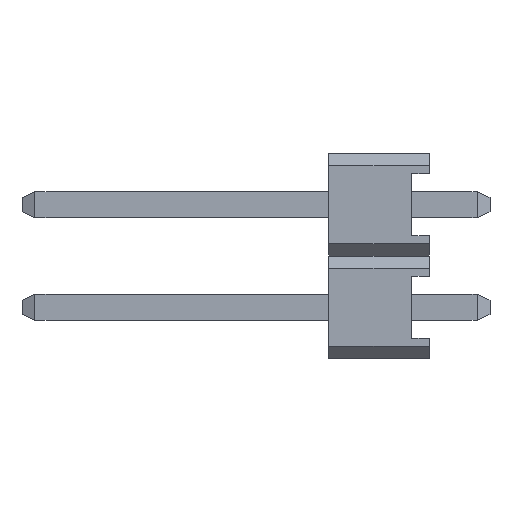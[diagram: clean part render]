
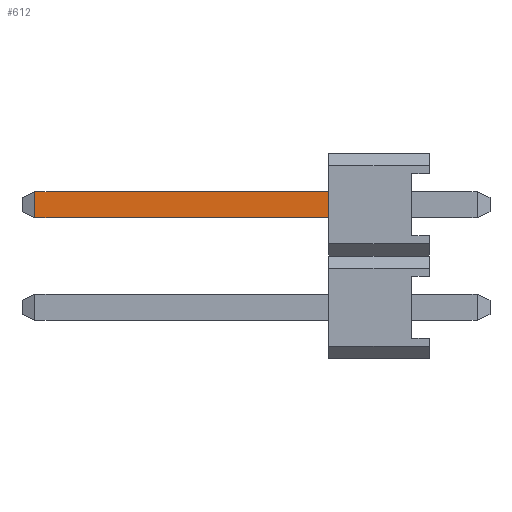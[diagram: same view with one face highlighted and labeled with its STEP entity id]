
A CAD part, left-side view. The second image highlights one B-rep face of the part: STEP entity #612.
In plain terms, the highlighted planar face has unit normal (-1, 0, 0).
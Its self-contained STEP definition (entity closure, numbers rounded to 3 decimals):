
#519 = ORIENTED_EDGE ( 'NONE', *, *, #520, .T. ) ;
#520 = EDGE_CURVE ( 'NONE', #616, #521, #5681, .T. ) ;
#521 = VERTEX_POINT ( 'NONE', #5673 ) ;
#594 = ORIENTED_EDGE ( 'NONE', *, *, #595, .T. ) ;
#595 = EDGE_CURVE ( 'NONE', #521, #1705, #5945, .T. ) ;
#596 = ORIENTED_EDGE ( 'NONE', *, *, #1702, .T. ) ;
#612 = ADVANCED_FACE ( 'NONE', ( #6038 ), #6037, .F. ) ;
#613 = EDGE_LOOP ( 'NONE', ( #614, #519, #594, #596 ) ) ;
#614 = ORIENTED_EDGE ( 'NONE', *, *, #615, .F. ) ;
#615 = EDGE_CURVE ( 'NONE', #616, #1708, #5894, .T. ) ;
#616 = VERTEX_POINT ( 'NONE', #5890 ) ;
#1702 = EDGE_CURVE ( 'NONE', #1705, #1708, #7684, .T. ) ;
#1705 = VERTEX_POINT ( 'NONE', #7676 ) ;
#1708 = VERTEX_POINT ( 'NONE', #7673 ) ;
#5673 = CARTESIAN_POINT ( 'NONE',  ( -0.325, 9.778, -0.325 ) ) ;
#5678 = DIRECTION ( 'NONE',  ( 0., 0., -1. ) ) ;
#5679 = VECTOR ( 'NONE', #5678, 1000. ) ;
#5680 = CARTESIAN_POINT ( 'NONE',  ( -0.325, 9.778, 0.325 ) ) ;
#5681 = LINE ( 'NONE', #5680, #5679 ) ;
#5890 = CARTESIAN_POINT ( 'NONE',  ( -0.325, 9.778, 0.325 ) ) ;
#5891 = DIRECTION ( 'NONE',  ( 0., -1., 0. ) ) ;
#5892 = VECTOR ( 'NONE', #5891, 1000. ) ;
#5893 = CARTESIAN_POINT ( 'NONE',  ( -0.325, 10.1, 0.325 ) ) ;
#5894 = LINE ( 'NONE', #5893, #5892 ) ;
#5942 = DIRECTION ( 'NONE',  ( 0., -1., 0. ) ) ;
#5943 = VECTOR ( 'NONE', #5942, 1000. ) ;
#5944 = CARTESIAN_POINT ( 'NONE',  ( -0.325, 10.1, -0.325 ) ) ;
#5945 = LINE ( 'NONE', #5944, #5943 ) ;
#6033 = DIRECTION ( 'NONE',  ( 0., 0., -1. ) ) ;
#6034 = DIRECTION ( 'NONE',  ( 1., 0., 0. ) ) ;
#6035 = CARTESIAN_POINT ( 'NONE',  ( -0.325, 10.1, 0.325 ) ) ;
#6036 = AXIS2_PLACEMENT_3D ( 'NONE', #6035, #6034, #6033 ) ;
#6037 = PLANE ( 'NONE',  #6036 ) ;
#6038 = FACE_OUTER_BOUND ( 'NONE', #613, .T. ) ;
#7673 = CARTESIAN_POINT ( 'NONE',  ( -0.325, 2.5, 0.325 ) ) ;
#7676 = CARTESIAN_POINT ( 'NONE',  ( -0.325, 2.5, -0.325 ) ) ;
#7681 = DIRECTION ( 'NONE',  ( 0., 0., 1. ) ) ;
#7682 = VECTOR ( 'NONE', #7681, 1000. ) ;
#7683 = CARTESIAN_POINT ( 'NONE',  ( -0.325, 2.5, 1.27 ) ) ;
#7684 = LINE ( 'NONE', #7683, #7682 ) ;
